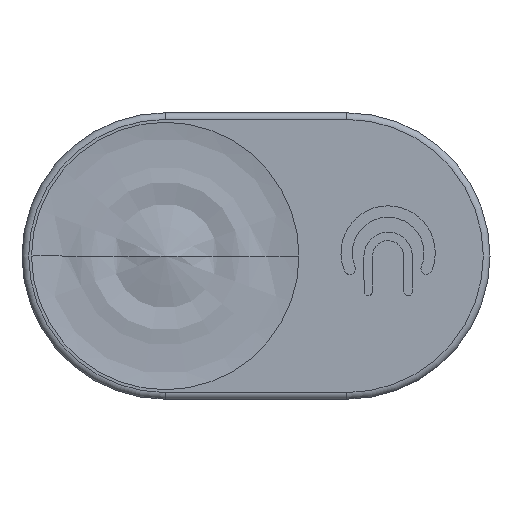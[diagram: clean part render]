
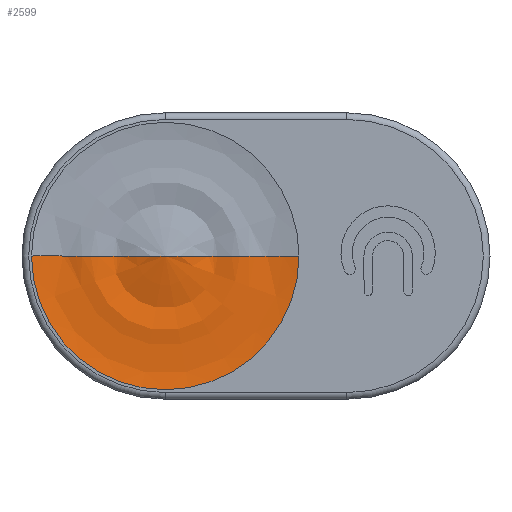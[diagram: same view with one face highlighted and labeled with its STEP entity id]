
A CAD part, front view. The second image highlights one B-rep face of the part: STEP entity #2599.
In plain terms, the highlighted face is a revolution surface.
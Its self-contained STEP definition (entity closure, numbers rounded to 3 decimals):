
#166=CARTESIAN_POINT('',(0.,0.,0.));
#167=DIRECTION('',(0.,1.,0.));
#168=DIRECTION('',(1.,0.,0.));
#169=AXIS2_PLACEMENT_3D('',#166,#167,#168);
#635=CARTESIAN_POINT('',(0.,-0.32,0.));
#636=CARTESIAN_POINT('',(-0.124,-0.32,0.));
#637=CARTESIAN_POINT('',(-0.444,-0.296,0.));
#638=CARTESIAN_POINT('',(-1.024,-0.209,0.));
#639=CARTESIAN_POINT('',(-1.729,0.025,0.));
#640=CARTESIAN_POINT('',(-2.429,0.283,0.));
#641=CARTESIAN_POINT('',(-3.031,0.152,0.));
#642=CARTESIAN_POINT('',(-3.662,0.011,0.));
#643=CARTESIAN_POINT('',(-4.355,-0.002,0.));
#644=CARTESIAN_POINT('',(-4.954,0.181,0.));
#645=CARTESIAN_POINT('',(-5.414,0.238,0.));
#646=CARTESIAN_POINT('',(-5.925,0.146,0.));
#647=CARTESIAN_POINT('',(-6.463,0.084,
0.));
#648=CARTESIAN_POINT('',(-6.855,0.026,0.));
#649=CARTESIAN_POINT('',(-7.,0.,0.));
#654=CARTESIAN_POINT('',(0.,-0.32,0.));
#655=CARTESIAN_POINT('',(0.124,-0.32,0.));
#656=CARTESIAN_POINT('',(0.444,-0.296,0.));
#657=CARTESIAN_POINT('',(1.024,-0.209,0.));
#658=CARTESIAN_POINT('',(1.729,0.025,0.));
#659=CARTESIAN_POINT('',(2.429,0.283,0.));
#660=CARTESIAN_POINT('',(3.031,0.152,0.));
#661=CARTESIAN_POINT('',(3.662,0.011,0.));
#662=CARTESIAN_POINT('',(4.355,-0.002,0.));
#663=CARTESIAN_POINT('',(4.954,0.181,0.));
#664=CARTESIAN_POINT('',(5.414,0.238,0.));
#665=CARTESIAN_POINT('',(5.925,0.146,0.));
#666=CARTESIAN_POINT('',(6.463,0.084,0.));
#667=CARTESIAN_POINT('',(6.855,0.026,0.));
#668=CARTESIAN_POINT('',(7.,0.,0.));
#2353=CARTESIAN_POINT('',(7.,0.,0.));
#2354=CARTESIAN_POINT('',(-7.,0.,0.));
#2355=VERTEX_POINT('',#2353);
#2356=VERTEX_POINT('',#2354);
#2357=VERTEX_POINT('',#635);
#2568=CARTESIAN_POINT('',(0.,-0.32,0.));
#2569=CARTESIAN_POINT('',(0.124,-0.32,0.));
#2570=CARTESIAN_POINT('',(0.444,-0.296,0.));
#2571=CARTESIAN_POINT('',(1.024,-0.209,0.));
#2572=CARTESIAN_POINT('',(1.729,0.025,0.));
#2573=CARTESIAN_POINT('',(2.429,0.283,0.));
#2574=CARTESIAN_POINT('',(3.031,0.152,0.));
#2575=CARTESIAN_POINT('',(3.662,0.011,0.));
#2576=CARTESIAN_POINT('',(4.355,-0.002,0.));
#2577=CARTESIAN_POINT('',(4.954,0.181,0.));
#2578=CARTESIAN_POINT('',(5.414,0.238,0.));
#2579=CARTESIAN_POINT('',(5.925,0.146,0.));
#2580=CARTESIAN_POINT('',(6.463,0.084,0.));
#2581=CARTESIAN_POINT('',(6.878,0.023,0.));
#2582=CARTESIAN_POINT('',(7.047,-0.009,0.));
#2583=CARTESIAN_POINT('',(7.07,-0.013,0.));
#2588=CARTESIAN_POINT('',(0.,-1.,0.));
#2589=DIRECTION('',(0.,1.,0.));
#2590=AXIS1_PLACEMENT('',#2588,#2589);
#2591=SURFACE_OF_REVOLUTION('',#2584,#2590);
#2592=ORIENTED_EDGE('',*,*,#2561,.T.);
#2594=ORIENTED_EDGE('',*,*,#2593,.F.);
#2596=ORIENTED_EDGE('',*,*,#2595,.T.);
#2597=EDGE_LOOP('',(#2592,#2594,#2596));
#2598=FACE_OUTER_BOUND('',#2597,.F.);
#170=CIRCLE('',#169,7.);
#650=B_SPLINE_CURVE_WITH_KNOTS('',3,(#635,#636,#637,#638,#639,#640,#641,#642,
#643,#644,#645,#646,#647,#648,#649),.UNSPECIFIED.,.F.,.F.,(4,1,1,1,1,1,1,1,1,1,
1,1,4),(0.,0.05,0.132,0.253,
0.363,0.437,0.507,0.638,
0.723,0.77,0.833,0.938,1.),
.UNSPECIFIED.);
#669=B_SPLINE_CURVE_WITH_KNOTS('',3,(#654,#655,#656,#657,#658,#659,#660,#661,
#662,#663,#664,#665,#666,#667,#668),.UNSPECIFIED.,.F.,.F.,(4,1,1,1,1,1,1,1,1,1,
1,1,4),(0.,0.05,0.132,0.253,
0.363,0.437,0.507,0.638,
0.723,0.77,0.833,0.938,1.),
.UNSPECIFIED.);
#2561=EDGE_CURVE('',#2355,#2356,#170,.T.);
#2584=B_SPLINE_CURVE_WITH_KNOTS('',3,(#2568,#2569,#2570,#2571,#2572,#2573,#2574,
#2575,#2576,#2577,#2578,#2579,#2580,#2581,#2582,#2583),.UNSPECIFIED.,.F.,.F.,(4,
1,1,1,1,1,1,1,1,1,1,1,1,4),(0.,0.05,0.131,
0.25,0.359,0.433,0.502,
0.631,0.716,0.762,0.824,
0.929,0.99,1.),.UNSPECIFIED.);
#2593=EDGE_CURVE('',#2357,#2356,#650,.T.);
#2595=EDGE_CURVE('',#2357,#2355,#669,.T.);
#2599=ADVANCED_FACE('',(#2598),#2591,.T.);
